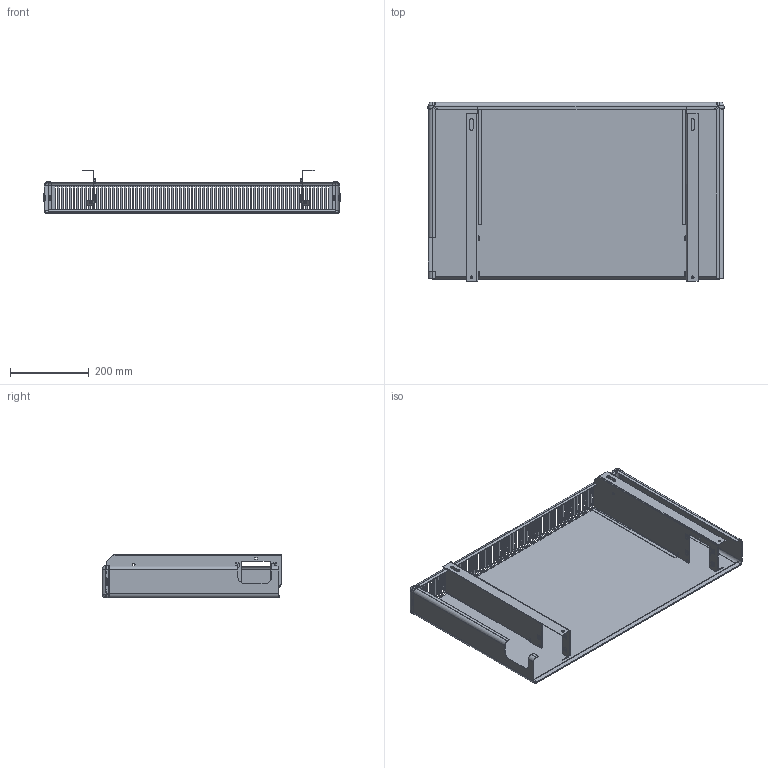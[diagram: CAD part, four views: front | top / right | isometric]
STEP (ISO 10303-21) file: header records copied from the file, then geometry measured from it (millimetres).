
FILE_DESCRIPTION((''),'2;1');
FILE_NAME('_-_407_ASM','2020-09-03T',('okanashina'),('elara'),'CREO PARAMETRIC BY PTC INC, 2015080','CREO PARAMETRIC BY PTC INC, 2015080','');
FILE_SCHEMA(('AUTOMOTIVE_DESIGN { 1 0 10303 214 1 1 1 1 }'));
Length unit declared in the file: millimetre
Products named in the file (5): _______80________________-__407; __________422_______; __________422______________; ________R9R9L80________5_______; _-_407_ASM
Assembly tree (5 placements, depth 2):
  _-_407_ASM
    _______80________________-__407
    __________422_______
    __________422______________
    ________R9R9L80________5_______  x2
Bounding box: 753 x 457.31 x 111.55 mm (x, y, z)
Volume: 548477.3 mm3; surface area: 1161434.4 mm2
Topology: 5 solids, 5 shells, 1522 faces, 4104 edges, 2392 vertices
Faces by surface type: plane 816, cylinder 526, sphere 82, torus 50, bspline 48
Entity records: 42212 total; most frequent: CARTESIAN_POINT 8664, ORIENTED_EDGE 6664, DIRECTION 6328, EDGE_CURVE 3332, VECTOR 2502, LINE 2502, VERTEX_POINT 1992, AXIS2_PLACEMENT_3D 1913
